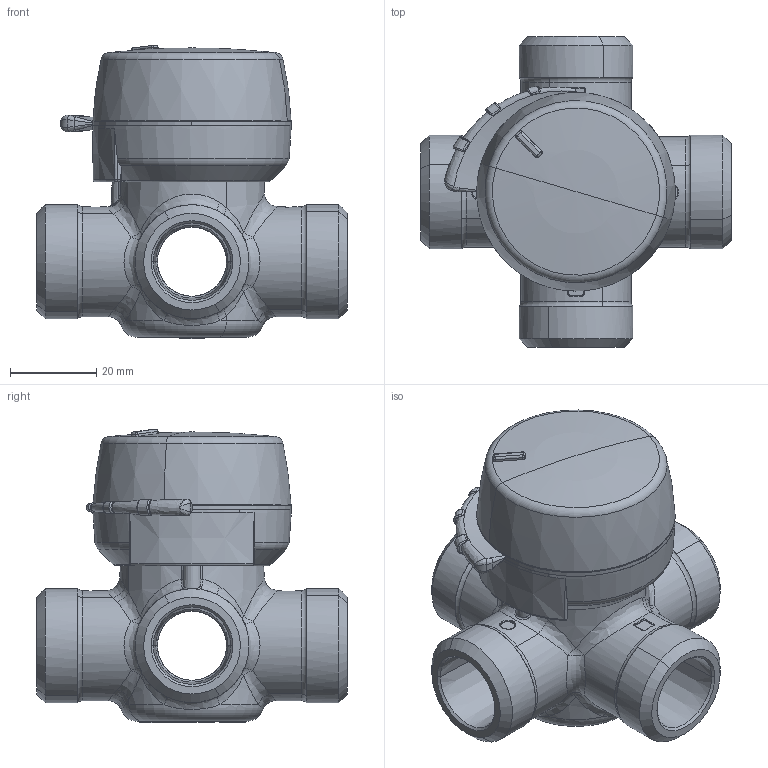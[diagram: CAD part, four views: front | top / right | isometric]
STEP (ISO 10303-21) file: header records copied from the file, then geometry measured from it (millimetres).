
FILE_DESCRIPTION(('CATIA V5 STEP Exchange'),'2;1');
FILE_NAME('7149s2.stp','2008-06-12T10:40:30+00:00',('none'),('none'),'CATIA Version 5 Release 16 (IN-10)','CATIA V5 STEP AP214','none');
FILE_SCHEMA(('AUTOMOTIVE_DESIGN { 1 0 10303 214 1 1 1 1 }'));
Length unit declared in the file: millimetre
Products named in the file (5): VRG X42 DN15; 7100-02; 7034-01; 7040-01; 7039-01
Assembly tree (4 placements, depth 2):
  VRG X42 DN15
    7100-02
    7034-01
    7040-01
    7039-01
Bounding box: 72 x 72 x 67.87 mm (x, y, z)
Volume: 58415.4 mm3; surface area: 45677.5 mm2
Topology: 5 solids, 5 shells, 972 faces, 2558 edges, 1618 vertices
Faces by surface type: plane 354, cylinder 236, bspline 133, cone 122, torus 70, sphere 25, revolution 22, extrusion 10
Entity records: 37585 total; most frequent: CARTESIAN_POINT 16739, ORIENTED_EDGE 5084, DIRECTION 2923, EDGE_CURVE 2501, VERTEX_POINT 1587, AXIS2_PLACEMENT_3D 1239, VECTOR 1114, LINE 1104
